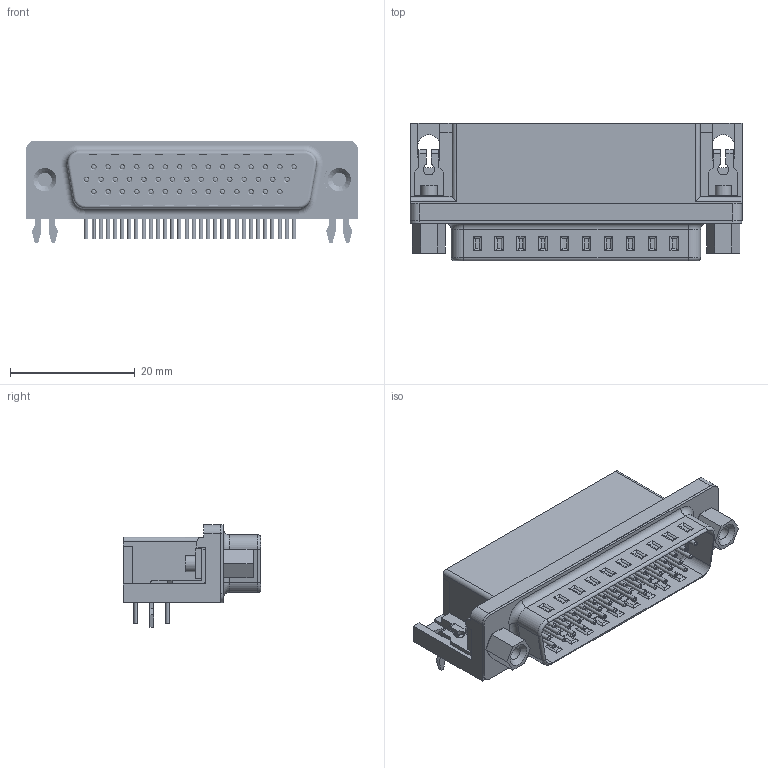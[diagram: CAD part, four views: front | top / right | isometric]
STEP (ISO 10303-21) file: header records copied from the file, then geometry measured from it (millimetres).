
FILE_DESCRIPTION(/* description */ ('Unknown'),/* implementation_level */ '2;1');
FILE_NAME(/* name */ '618044331023',/* time_stamp */ '2018-11-12T16:25:19+01:00',/* author */ ('Unknown'),/* organization */ ('Unknown'),/* preprocessor_version */ 'ST-DEVELOPER v16.7',/* originating_system */ 'DEX',/* authorisation */ $);
FILE_SCHEMA (('AUTOMOTIVE_DESIGN {1 0 10303 214 3 1 1}'));
Length unit declared in the file: millimetre
Products named in the file (10): 6180xx331023; 6180443xxx23_Housing; 6180xx3xxx23_PIN; 6180xx3xxx23_Serrage; 6180xx3xxx23_PIN_BIS; 6180xx3xxx23_PIN_REBIS; 6180xx3xxx23_Clip; 6180443xxx23; 6180443xxx23_Passage; 6180xx3xxx23_VIS
Assembly tree (53 placements, depth 2):
  6180xx331023
    6180443xxx23_Housing
    6180xx3xxx23_PIN  x15
    6180xx3xxx23_Serrage  x2
    6180xx3xxx23_PIN_BIS  x14
    6180xx3xxx23_PIN_REBIS  x15
    6180xx3xxx23_Clip  x2
    6180443xxx23
    6180443xxx23_Passage
    6180xx3xxx23_VIS  x2
Bounding box: 53.13 x 22 x 16.45 mm (x, y, z)
Volume: 6085.9 mm3; surface area: 16562.1 mm2
Topology: 53 solids, 53 shells, 4151 faces, 11073 edges, 7068 vertices
Faces by surface type: plane 2193, cylinder 1146, bspline 528, torus 148, cone 136
Full cylindrical faces by diameter (mm): 0.7 x44, 2.2 x2, 2.6 x2, 3 x2, 4 x8
Entity records: 47840 total; most frequent: CARTESIAN_POINT 9388, ORIENTED_EDGE 7860, DIRECTION 7476, EDGE_CURVE 3930, LINE 3298, VECTOR 3298, VERTEX_POINT 2585, AXIS2_PLACEMENT_3D 2089
